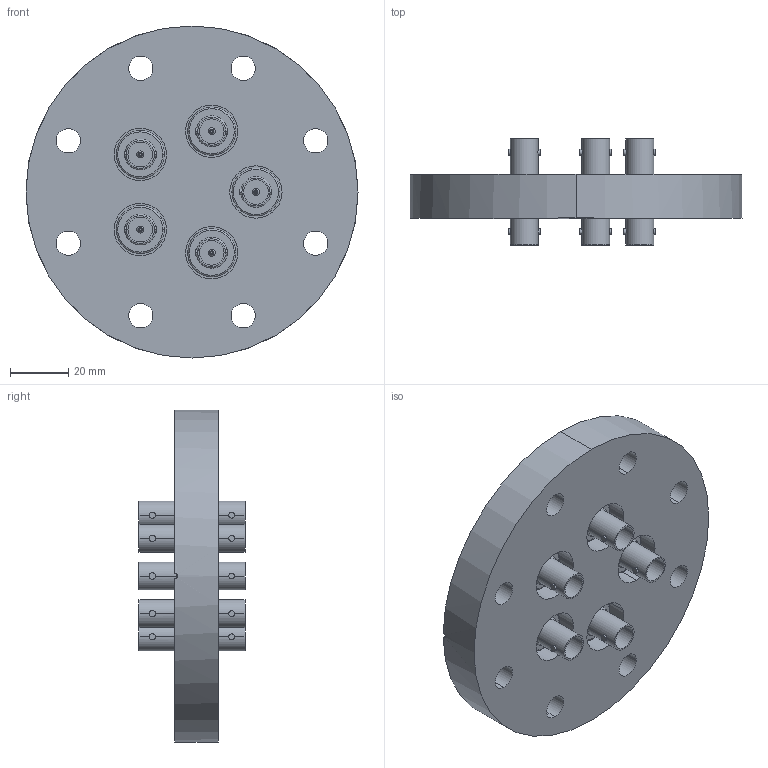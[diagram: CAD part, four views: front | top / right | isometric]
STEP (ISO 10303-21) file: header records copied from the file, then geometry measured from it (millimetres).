
FILE_DESCRIPTION (( 'STEP AP214' ), '1' );
FILE_NAME ('242-BNCD50-C63-5.step', '2025-02-18T20:45:13', ( '' ), ( '' ), 'SwSTEP 2.0', 'SolidWorks 2022', '' );
FILE_SCHEMA (( 'AUTOMOTIVE_DESIGN' ));
Length unit declared in the file: millimetre
Products named in the file (3): 242-BNCD50-I; 242-BNCD50-C63-5; 9411-C63-16.5-5_411-CB63
Assembly tree (6 placements, depth 2):
  242-BNCD50-C63-5
    9411-C63-16.5-5_411-CB63
    242-BNCD50-I  x5
Bounding box: 114.3 x 36.5 x 114.3 mm (x, y, z)
Volume: 130473.1 mm3; surface area: 47508.5 mm2
Topology: 6 solids, 11 shells, 350 faces, 760 edges, 482 vertices
Faces by surface type: cylinder 212, plane 94, cone 24, bspline 20
Entity records: 4301 total; most frequent: CARTESIAN_POINT 821, DIRECTION 648, ORIENTED_EDGE 528, AXIS2_PLACEMENT_3D 279, EDGE_CURVE 264, VERTEX_POINT 170, CIRCLE 160, EDGE_LOOP 156
